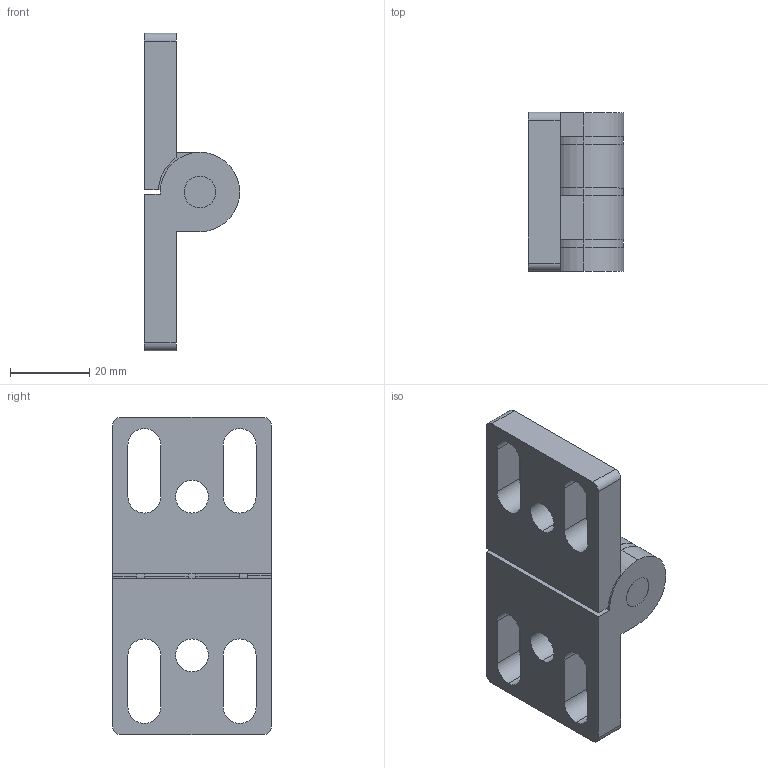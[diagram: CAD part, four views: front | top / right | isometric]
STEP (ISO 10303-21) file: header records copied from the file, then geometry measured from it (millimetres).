
FILE_DESCRIPTION (( 'STEP AP214' ), '1' );
FILE_NAME ('62287402', '2019-02-04T09:03:58', ( '' ), ('JUGARD+KÜNSTNER GmbH'), 'SwSTEP 2.0', 'SolidWorks 2017', '' );
FILE_SCHEMA (( 'AUTOMOTIVE_DESIGN' ));
Length unit declared in the file: millimetre
Products named in the file (3): Kopie von S ZN-40_2^62287402; Kopie von S ZN-40^62287402; 62287402_CNAJF00
Assembly tree (2 placements, depth 2):
  62287402_CNAJF00
    Kopie von S ZN-40^62287402
    Kopie von S ZN-40_2^62287402
Bounding box: 24 x 40 x 80 mm (x, y, z)
Volume: 31727.7 mm3; surface area: 13954.2 mm2
Topology: 2 solids, 2 shells, 88 faces, 234 edges, 156 vertices
Faces by surface type: cylinder 48, plane 40
Entity records: 3114 total; most frequent: DIRECTION 516, CARTESIAN_POINT 483, ORIENTED_EDGE 468, EDGE_CURVE 234, AXIS2_PLACEMENT_3D 189, VERTEX_POINT 156, VECTOR 138, LINE 138
